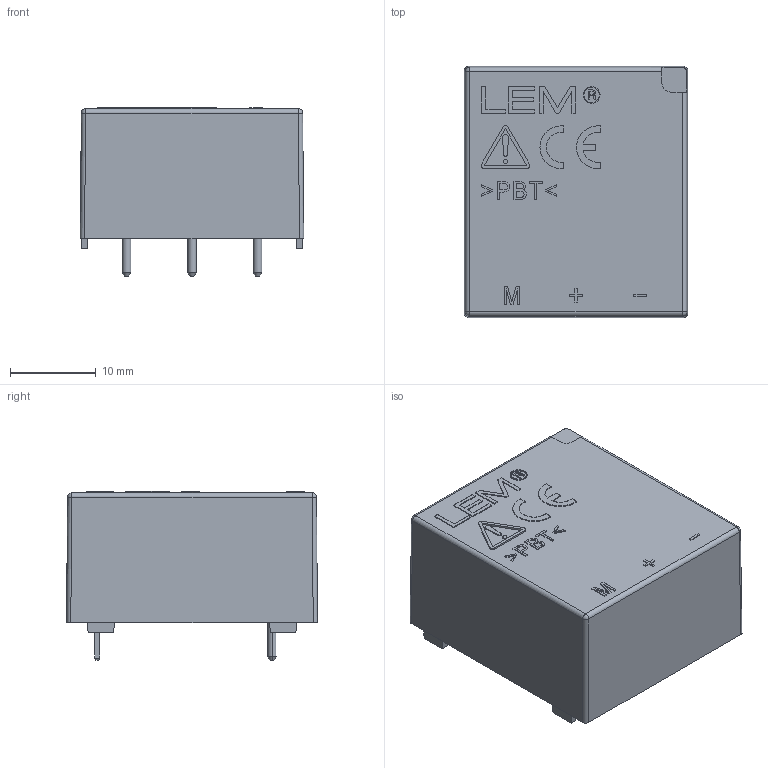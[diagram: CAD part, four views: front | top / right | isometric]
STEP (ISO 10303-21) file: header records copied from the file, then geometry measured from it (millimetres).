
FILE_DESCRIPTION(('FreeCAD Model'),'2;1');
FILE_NAME('moulage_sp.step','2017-07-31T20:15:07',( 'kicad StepUp'),('ksu MCAD'),'Open CASCADE STEP processor 6.8', 'FreeCAD','Unknown');
FILE_SCHEMA(('AUTOMOTIVE_DESIGN_CC2 { 1 2 10303 214 -1 1 5 4 }'));
Length unit declared in the file: millimetre
Products named in the file (2): ASSEMBLY; moulage_sp
Assembly tree (1 placements, depth 2):
  ASSEMBLY
    moulage_sp
Bounding box: 26 x 29.2 x 19.75 mm (x, y, z)
Volume: 11411.9 mm3; surface area: 4941.9 mm2
Topology: 7 solids, 7 shells, 582 faces, 1503 edges, 967 vertices
Faces by surface type: plane 397, cylinder 133, revolution 36, cone 12, sphere 4
Entity records: 23991 total; most frequent: CARTESIAN_POINT 5535, ORIENTED_EDGE 3000, DIRECTION 2901, EDGE_CURVE 1500, LINE 1135, VECTOR 1135, VERTEX_POINT 967, AXIS2_PLACEMENT_3D 865
